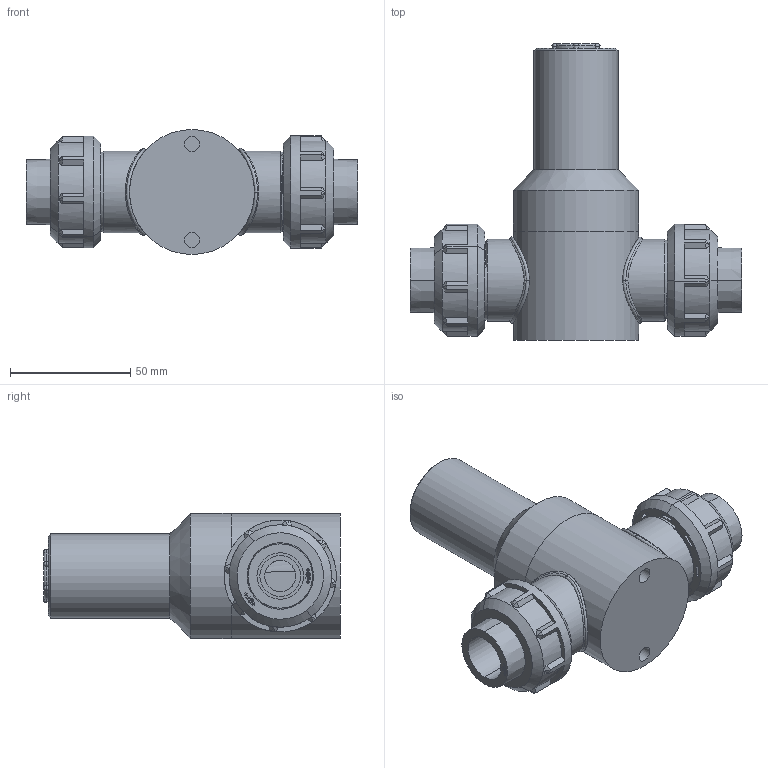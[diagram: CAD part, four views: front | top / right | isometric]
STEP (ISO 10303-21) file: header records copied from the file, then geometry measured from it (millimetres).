
FILE_DESCRIPTION (( 'STEP AP214' ), '1' );
FILE_NAME ('20-1102-1X.STEP', '2019-10-28T11:04:52', ( '' ), ( '' ), 'SwSTEP 2.0', 'SolidWorks 2020', '' );
FILE_SCHEMA (( 'AUTOMOTIVE_DESIGN' ));
Length unit declared in the file: millimetre
Products named in the file (7): PVC Bonnet all size_20mm GFPP; 20mm fusion stub - PP with bead; 20mm cap; 20mm end; 20-1102-1X; 20mm Fusion Weld body - PS-90-147; 20mm
Assembly tree (9 placements, depth 2):
  20-1102-1X
    20mm Fusion Weld body - PS-90-147
    PVC Bonnet all size_20mm GFPP
    20mm fusion stub - PP with bead  x2
    20mm cap
    20mm end  x2
    20mm  x2
Bounding box: 138 x 123.4 x 52 mm (x, y, z)
Volume: 281237.2 mm3; surface area: 63241.8 mm2
Topology: 9 solids, 9 shells, 534 faces, 1324 edges, 855 vertices
Faces by surface type: plane 389, cylinder 106, cone 16, bspline 16, torus 7
Full cylindrical faces by diameter (mm): 6.35 x2, 13 x2, 14 x2, 34 x4, 35 x1, 38 x1, 52 x2
Entity records: 11227 total; most frequent: CARTESIAN_POINT 4260, ORIENTED_EDGE 1356, DIRECTION 1348, EDGE_CURVE 678, VECTOR 464, LINE 464, VERTEX_POINT 447, AXIS2_PLACEMENT_3D 442
